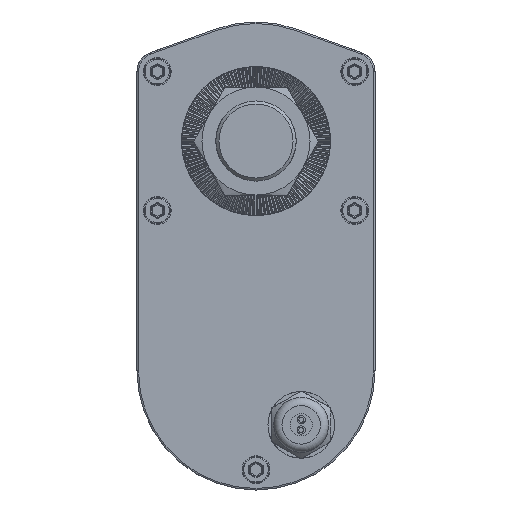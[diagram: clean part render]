
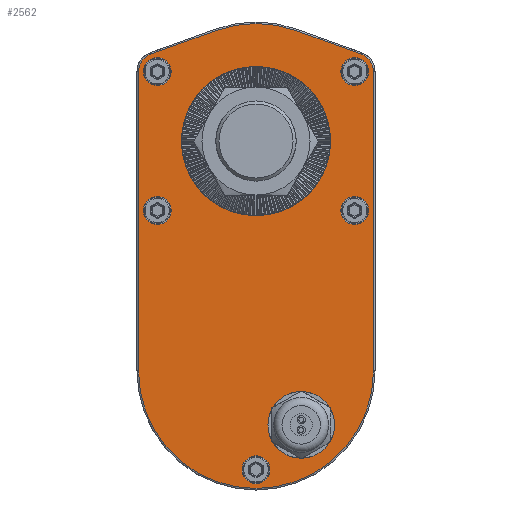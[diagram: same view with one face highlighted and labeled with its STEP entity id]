
A CAD part, front view. The second image highlights one B-rep face of the part: STEP entity #2562.
In plain terms, the highlighted planar face has unit normal (0, -1, 0).
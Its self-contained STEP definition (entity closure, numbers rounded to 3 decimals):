
#2562 = ADVANCED_FACE( '', ( #5295, #5296, #5297, #5298, #5299, #5300, #5301, #5302 ), #5303, .T. );
#5295 = FACE_BOUND( '', #13125, .T. );
#5296 = FACE_BOUND( '', #13126, .T. );
#5297 = FACE_BOUND( '', #13127, .T. );
#5298 = FACE_BOUND( '', #13128, .T. );
#5299 = FACE_BOUND( '', #13129, .T. );
#5300 = FACE_BOUND( '', #13130, .T. );
#5301 = FACE_OUTER_BOUND( '', #13131, .T. );
#5302 = FACE_BOUND( '', #13132, .T. );
#5303 = PLANE( '', #13133 );
#13125 = EDGE_LOOP( '', ( #21270 ) );
#13126 = EDGE_LOOP( '', ( #21271 ) );
#13127 = EDGE_LOOP( '', ( #21272 ) );
#13128 = EDGE_LOOP( '', ( #21273 ) );
#13129 = EDGE_LOOP( '', ( #21274 ) );
#13130 = EDGE_LOOP( '', ( #21275 ) );
#13131 = EDGE_LOOP( '', ( #21276, #21277, #21278, #21279, #21280, #21281, #21282, #21283 ) );
#13132 = EDGE_LOOP( '', ( #21284 ) );
#13133 = AXIS2_PLACEMENT_3D( '', #21285, #21286, #21287 );
#21270 = ORIENTED_EDGE( '', *, *, #24997, .F. );
#21271 = ORIENTED_EDGE( '', *, *, #23370, .T. );
#21272 = ORIENTED_EDGE( '', *, *, #22450, .T. );
#21273 = ORIENTED_EDGE( '', *, *, #24594, .T. );
#21274 = ORIENTED_EDGE( '', *, *, #24294, .T. );
#21275 = ORIENTED_EDGE( '', *, *, #24131, .T. );
#21276 = ORIENTED_EDGE( '', *, *, #24761, .T. );
#21277 = ORIENTED_EDGE( '', *, *, #24169, .T. );
#21278 = ORIENTED_EDGE( '', *, *, #25188, .T. );
#21279 = ORIENTED_EDGE( '', *, *, #24482, .T. );
#21280 = ORIENTED_EDGE( '', *, *, #25268, .T. );
#21281 = ORIENTED_EDGE( '', *, *, #25289, .T. );
#21282 = ORIENTED_EDGE( '', *, *, #25216, .T. );
#21283 = ORIENTED_EDGE( '', *, *, #23392, .T. );
#21284 = ORIENTED_EDGE( '', *, *, #23546, .F. );
#21285 = CARTESIAN_POINT( '', ( 0., 24.5, -74.5 ) );
#21286 = DIRECTION( '', ( 0., -1., 0. ) );
#21287 = DIRECTION( '', ( 0., 0., -1. ) );
#22450 = EDGE_CURVE( '', #25721, #25721, #25722, .T. );
#23370 = EDGE_CURVE( '', #27251, #27251, #27252, .T. );
#23392 = EDGE_CURVE( '', #27280, #27283, #27285, .T. );
#23546 = EDGE_CURVE( '', #27533, #27533, #27534, .T. );
#24131 = EDGE_CURVE( '', #28454, #28454, #28455, .T. );
#24169 = EDGE_CURVE( '', #28500, #28504, #28506, .T. );
#24294 = EDGE_CURVE( '', #28672, #28672, #28673, .T. );
#24482 = EDGE_CURVE( '', #28921, #28919, #28922, .T. );
#24594 = EDGE_CURVE( '', #29060, #29060, #29061, .T. );
#24761 = EDGE_CURVE( '', #27283, #28500, #29259, .T. );
#24997 = EDGE_CURVE( '', #29539, #29539, #29540, .T. );
#25188 = EDGE_CURVE( '', #28504, #28921, #29748, .T. );
#25216 = EDGE_CURVE( '', #29778, #27280, #29780, .T. );
#25268 = EDGE_CURVE( '', #28919, #29833, #29835, .T. );
#25289 = EDGE_CURVE( '', #29833, #29778, #29856, .T. );
#25721 = VERTEX_POINT( '', #30442 );
#25722 = CIRCLE( '', #30443, 4.5 );
#27251 = VERTEX_POINT( '', #33962 );
#27252 = CIRCLE( '', #33963, 4.5 );
#27280 = VERTEX_POINT( '', #34000 );
#27283 = VERTEX_POINT( '', #34004 );
#27285 = LINE( '', #34006, #34007 );
#27533 = VERTEX_POINT( '', #34512 );
#27534 = CIRCLE( '', #34513, 24.1 );
#28454 = VERTEX_POINT( '', #36329 );
#28455 = CIRCLE( '', #36330, 4.5 );
#28500 = VERTEX_POINT( '', #36399 );
#28504 = VERTEX_POINT( '', #36404 );
#28506 = LINE( '', #36406, #36407 );
#28672 = VERTEX_POINT( '', #36703 );
#28673 = CIRCLE( '', #36704, 4.5 );
#28919 = VERTEX_POINT( '', #37253 );
#28921 = VERTEX_POINT( '', #37255 );
#28922 = LINE( '', #37256, #37257 );
#29060 = VERTEX_POINT( '', #37570 );
#29061 = CIRCLE( '', #37571, 4.5 );
#29259 = CIRCLE( '', #38136, 6.08 );
#29539 = VERTEX_POINT( '', #38571 );
#29540 = CIRCLE( '', #38572, 7.875 );
#29748 = CIRCLE( '', #39233, 38.08 );
#29778 = VERTEX_POINT( '', #39274 );
#29780 = CIRCLE( '', #39276, 38.08 );
#29833 = VERTEX_POINT( '', #39380 );
#29835 = CIRCLE( '', #39382, 6.08 );
#29856 = LINE( '', #39432, #39433 );
#30442 = CARTESIAN_POINT( '', ( 32., 24.5, -27. ) );
#30443 = AXIS2_PLACEMENT_3D( '', #39819, #39820, #39821 );
#33962 = CARTESIAN_POINT( '', ( 32., 24.5, 18. ) );
#33963 = AXIS2_PLACEMENT_3D( '', #40835, #40836, #40837 );
#34000 = CARTESIAN_POINT( '', ( 38.08, 24.5, -74.5 ) );
#34004 = CARTESIAN_POINT( '', ( 38.08, 24.5, 22.46 ) );
#34006 = CARTESIAN_POINT( '', ( 38.08, 24.5, -74.5 ) );
#34007 = VECTOR( '', #40866, 1000. );
#34512 = CARTESIAN_POINT( '', ( 0., 24.5, -24.1 ) );
#34513 = AXIS2_PLACEMENT_3D( '', #41054, #41055, #41056 );
#36329 = CARTESIAN_POINT( '', ( -32., 24.5, 18. ) );
#36330 = AXIS2_PLACEMENT_3D( '', #42153, #42154, #42155 );
#36399 = CARTESIAN_POINT( '', ( 34.067, 24.5, 28.178 ) );
#36404 = CARTESIAN_POINT( '', ( 12.944, 24.5, 35.813 ) );
#36406 = CARTESIAN_POINT( '', ( 36.76, 24.5, 27.204 ) );
#36407 = VECTOR( '', #42187, 1000. );
#36703 = CARTESIAN_POINT( '', ( 0., 24.5, -111. ) );
#36704 = AXIS2_PLACEMENT_3D( '', #42289, #42290, #42291 );
#37253 = CARTESIAN_POINT( '', ( -34.067, 24.5, 28.178 ) );
#37255 = CARTESIAN_POINT( '', ( -12.944, 24.5, 35.813 ) );
#37256 = CARTESIAN_POINT( '', ( -36.76, 24.5, 27.204 ) );
#37257 = VECTOR( '', #42449, 1000. );
#37570 = CARTESIAN_POINT( '', ( -32., 24.5, -27. ) );
#37571 = AXIS2_PLACEMENT_3D( '', #42528, #42529, #42530 );
#38136 = AXIS2_PLACEMENT_3D( '', #42664, #42665, #42666 );
#38571 = CARTESIAN_POINT( '', ( 14.66, 24.5, -99.845 ) );
#38572 = AXIS2_PLACEMENT_3D( '', #42857, #42858, #42859 );
#39233 = AXIS2_PLACEMENT_3D( '', #42976, #42977, #42978 );
#39274 = CARTESIAN_POINT( '', ( -38.08, 24.5, -74.5 ) );
#39276 = AXIS2_PLACEMENT_3D( '', #43012, #43013, #43014 );
#39380 = CARTESIAN_POINT( '', ( -38.08, 24.5, 22.46 ) );
#39382 = AXIS2_PLACEMENT_3D( '', #43041, #43042, #43043 );
#39432 = CARTESIAN_POINT( '', ( -38.08, 24.5, -74.5 ) );
#39433 = VECTOR( '', #43054, 1000. );
#39819 = CARTESIAN_POINT( '', ( 32., 24.5, -22.5 ) );
#39820 = DIRECTION( '', ( 0., 1., 0. ) );
#39821 = DIRECTION( '', ( 0., 0., -1. ) );
#40835 = CARTESIAN_POINT( '', ( 32., 24.5, 22.5 ) );
#40836 = DIRECTION( '', ( 0., 1., 0. ) );
#40837 = DIRECTION( '', ( 0., 0., -1. ) );
#40866 = DIRECTION( '', ( 0., 0., 1. ) );
#41054 = CARTESIAN_POINT( '', ( 0., 24.5, 0. ) );
#41055 = DIRECTION( '', ( 0., -1., 0. ) );
#41056 = DIRECTION( '', ( 0., 0., -1. ) );
#42153 = CARTESIAN_POINT( '', ( -32., 24.5, 22.5 ) );
#42154 = DIRECTION( '', ( 0., 1., 0. ) );
#42155 = DIRECTION( '', ( 0., 0., -1. ) );
#42187 = DIRECTION( '', ( -0.94, 0., 0.34 ) );
#42289 = CARTESIAN_POINT( '', ( 0., 24.5, -106.5 ) );
#42290 = DIRECTION( '', ( 0., 1., 0. ) );
#42291 = DIRECTION( '', ( 0., 0., -1. ) );
#42449 = DIRECTION( '', ( -0.94, 0., -0.34 ) );
#42528 = CARTESIAN_POINT( '', ( -32., 24.5, -22.5 ) );
#42529 = DIRECTION( '', ( 0., 1., 0. ) );
#42530 = DIRECTION( '', ( 0., 0., -1. ) );
#42664 = CARTESIAN_POINT( '', ( 32., 24.5, 22.46 ) );
#42665 = DIRECTION( '', ( 0., -1., 0. ) );
#42666 = DIRECTION( '', ( 0., 0., -1. ) );
#42857 = CARTESIAN_POINT( '', ( 14.66, 24.5, -91.97 ) );
#42858 = DIRECTION( '', ( 0., -1., 0. ) );
#42859 = DIRECTION( '', ( 0., 0., -1. ) );
#42976 = CARTESIAN_POINT( '', ( 0., 24.5, 0. ) );
#42977 = DIRECTION( '', ( 0., -1., 0. ) );
#42978 = DIRECTION( '', ( 0., 0., -1. ) );
#43012 = CARTESIAN_POINT( '', ( 0., 24.5, -74.5 ) );
#43013 = DIRECTION( '', ( 0., -1., 0. ) );
#43014 = DIRECTION( '', ( 0., 0., -1. ) );
#43041 = CARTESIAN_POINT( '', ( -32., 24.5, 22.46 ) );
#43042 = DIRECTION( '', ( 0., -1., 0. ) );
#43043 = DIRECTION( '', ( 0., 0., -1. ) );
#43054 = DIRECTION( '', ( 0., 0., -1. ) );
